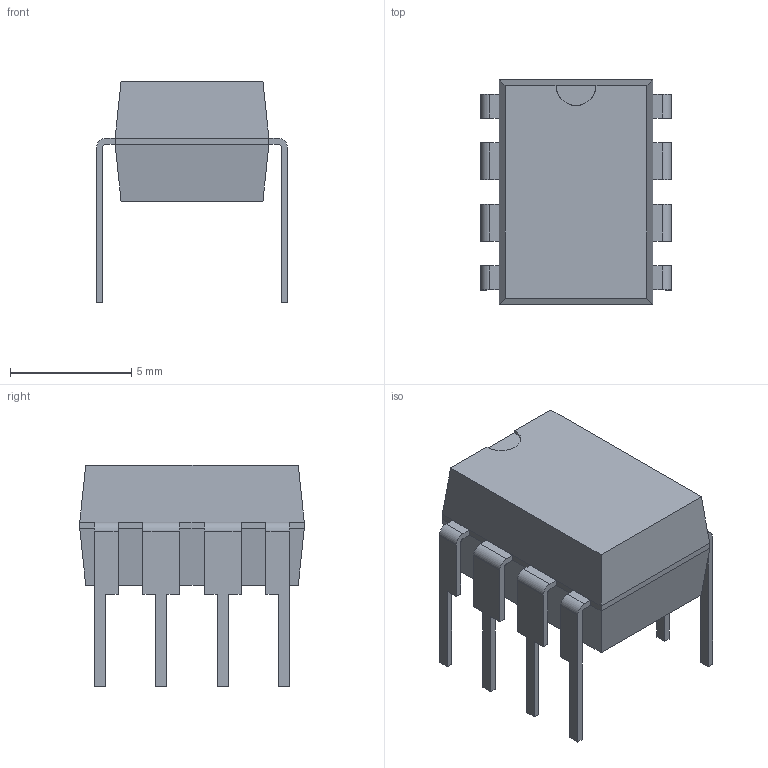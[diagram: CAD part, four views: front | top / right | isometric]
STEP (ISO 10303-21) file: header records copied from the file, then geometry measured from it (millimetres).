
FILE_DESCRIPTION(/* description */ (''),/* implementation_level */ '2;1');
FILE_NAME(/* name */ '8-DIP.step',/* time_stamp */ '2021-08-12T04:10:41+08:00',/* author */ (''),/* organization */ (''),/* preprocessor_version */ 'ST-DEVELOPER v18.1',/* originating_system */ 'Autodesk Translation Framework v10.9.0.1377',/* authorisation */ '');
FILE_SCHEMA (('AUTOMOTIVE_DESIGN { 1 0 10303 214 3 1 1 }'));
Length unit declared in the file: millimetre
Products named in the file (1): (Unsaved)
Bounding box: 7.87 x 9.27 x 9.14 mm (x, y, z)
Volume: 285.9 mm3; surface area: 384.1 mm2
Topology: 9 solids, 9 shells, 120 faces, 298 edges, 196 vertices
Faces by surface type: plane 103, cylinder 17
Entity records: 3554 total; most frequent: CARTESIAN_POINT 615, ORIENTED_EDGE 596, DIRECTION 576, EDGE_CURVE 298, LINE 262, VECTOR 262, VERTEX_POINT 196, AXIS2_PLACEMENT_3D 157
